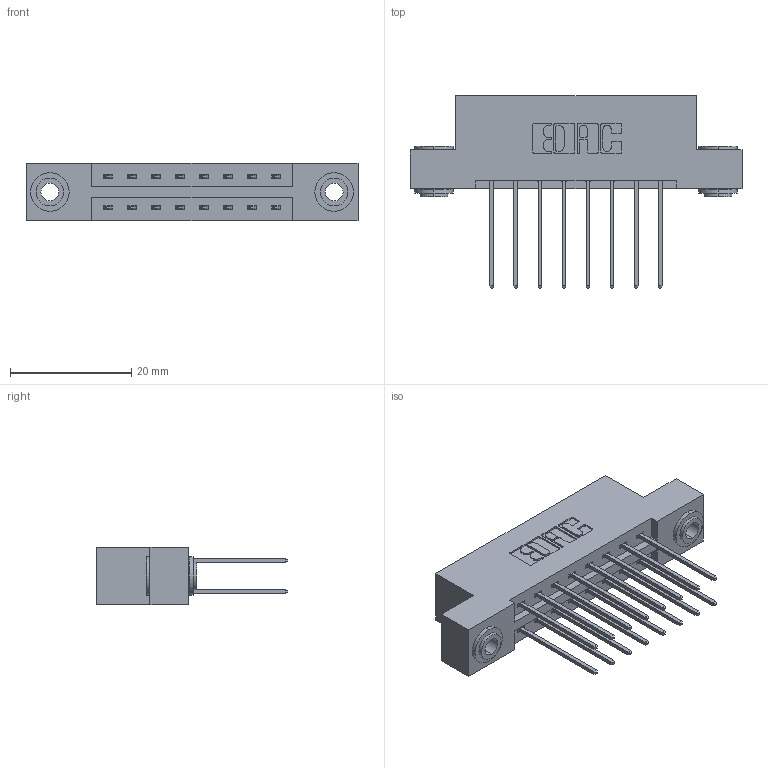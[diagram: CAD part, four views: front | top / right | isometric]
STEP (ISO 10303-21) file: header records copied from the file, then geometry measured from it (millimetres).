
FILE_DESCRIPTION (( 'STEP AP203' ), '1' );
FILE_NAME ('337-016-542-203.STEP', '2019-10-08T12:30:37', ( '' ), ( '' ), 'SwSTEP 2.0', 'SolidWorks 2016', '' );
FILE_SCHEMA (( 'CONFIG_CONTROL_DESIGN' ));
Length unit declared in the file: inch
Products named in the file (4): 345-292-001_345-293-142; 337 Part_Flush Mounting Lugs - 0.156 Dia-TH; 337-016-542-203; 345-250-002_345-250-002-102
Assembly tree (19 placements, depth 2):
  337-016-542-203
    337 Part_Flush Mounting Lugs - 0.156 Dia-TH
    345-292-001_345-293-142  x16
    345-250-002_345-250-002-102  x2
Bounding box: 54.71 x 31.63 x 9.4 mm (x, y, z)
Volume: 5407.3 mm3; surface area: 6379 mm2
Topology: 19 solids, 19 shells, 1016 faces, 2963 edges, 1950 vertices
Faces by surface type: plane 688, cylinder 320, cone 8
Entity records: 11268 total; most frequent: CARTESIAN_POINT 1901, ORIENTED_EDGE 1830, DIRECTION 1713, EDGE_CURVE 915, VECTOR 763, LINE 763, VERTEX_POINT 606, AXIS2_PLACEMENT_3D 475
